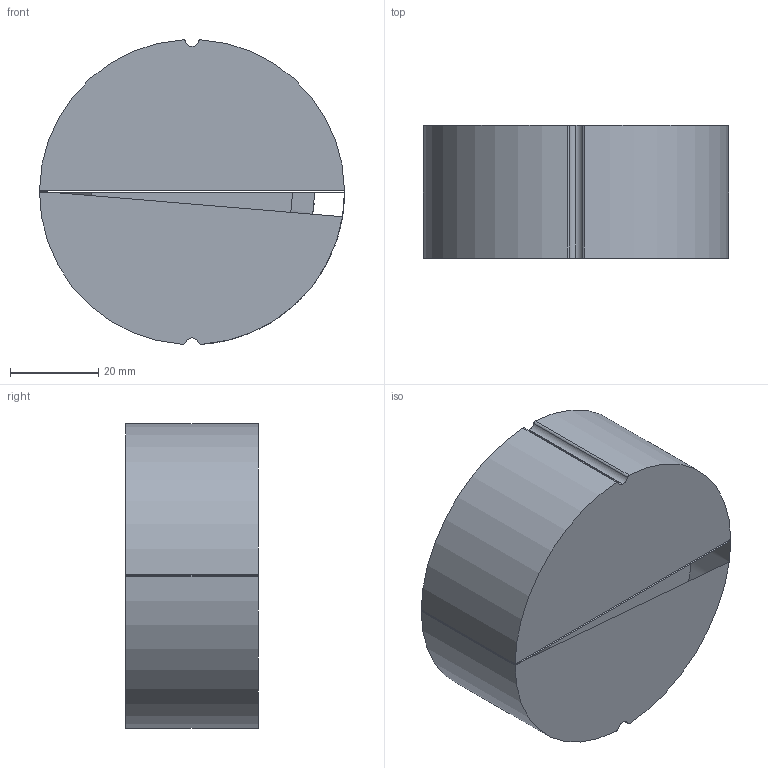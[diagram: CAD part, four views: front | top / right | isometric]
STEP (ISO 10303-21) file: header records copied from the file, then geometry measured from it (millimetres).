
FILE_DESCRIPTION (( 'STEP AP214' ), '1' );
FILE_NAME ('BowFlex_Velocore.STEP', '2023-12-12T17:38:52', ( '' ), ( '' ), 'SwSTEP 2.0', 'SolidWorks 2024', '' );
FILE_SCHEMA (( 'AUTOMOTIVE_DESIGN' ));
Length unit declared in the file: millimetre
Products named in the file (1): BowFlex_Velocore
Bounding box: 69 x 30 x 68.87 mm (x, y, z)
Volume: 51698.8 mm3; surface area: 27080.4 mm2
Topology: 20 solids, 20 shells, 209 faces, 471 edges, 302 vertices
Faces by surface type: cylinder 88, plane 64, cone 57
Entity records: 6053 total; most frequent: DIRECTION 1085, CARTESIAN_POINT 995, ORIENTED_EDGE 942, EDGE_CURVE 471, AXIS2_PLACEMENT_3D 408, VERTEX_POINT 302, LINE 269, VECTOR 269
